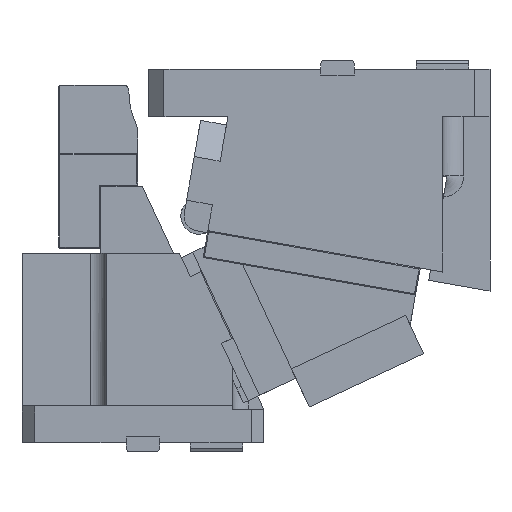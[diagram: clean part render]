
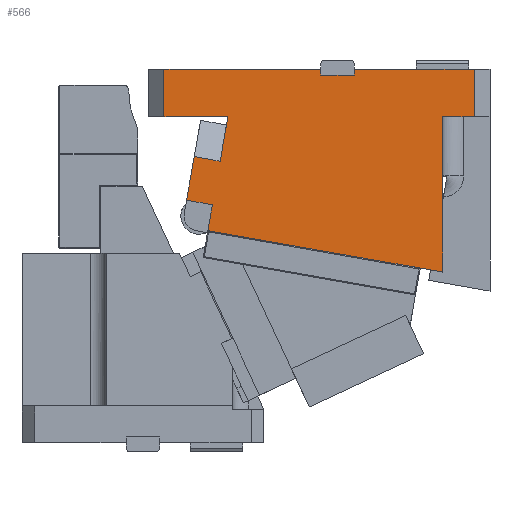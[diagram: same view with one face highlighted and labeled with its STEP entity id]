
A CAD part, front view. The second image highlights one B-rep face of the part: STEP entity #566.
In plain terms, the highlighted planar face has unit normal (0, -1, 0).
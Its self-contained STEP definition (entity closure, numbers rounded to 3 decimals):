
#263=CARTESIAN_POINT('Line Origine',(209.5,-45.,355.)) ;
#267=CARTESIAN_POINT('Vertex',(135.,-45.,355.)) ;
#269=CARTESIAN_POINT('Vertex',(284.,-45.,355.)) ;
#432=CARTESIAN_POINT('Axis2P3D Location',(305.69,-45.,215.153)) ;
#437=CARTESIAN_POINT('Line Origine',(165.425,-45.,310.)) ;
#441=CARTESIAN_POINT('Vertex',(135.,-45.,310.)) ;
#443=CARTESIAN_POINT('Vertex',(195.849,-45.,310.)) ;
#446=CARTESIAN_POINT('Line Origine',(192.116,-45.,288.825)) ;
#450=CARTESIAN_POINT('Vertex',(188.383,-45.,267.651)) ;
#453=CARTESIAN_POINT('Line Origine',(176.073,-45.,269.821)) ;
#457=CARTESIAN_POINT('Vertex',(163.763,-45.,271.992)) ;
#460=CARTESIAN_POINT('Line Origine',(160.111,-45.,251.28)) ;
#464=CARTESIAN_POINT('Vertex',(156.459,-45.,230.568)) ;
#467=CARTESIAN_POINT('Line Origine',(168.768,-45.,228.397)) ;
#471=CARTESIAN_POINT('Vertex',(181.078,-45.,226.227)) ;
#474=CARTESIAN_POINT('Line Origine',(178.907,-45.,213.917)) ;
#478=CARTESIAN_POINT('Vertex',(176.737,-45.,201.607)) ;
#481=CARTESIAN_POINT('Line Origine',(275.218,-45.,184.243)) ;
#485=CARTESIAN_POINT('Vertex',(373.698,-45.,166.878)) ;
#488=CARTESIAN_POINT('Line Origine',(386.849,-45.,164.559)) ;
#492=CARTESIAN_POINT('Vertex',(400.,-45.,162.24)) ;
#495=CARTESIAN_POINT('Line Origine',(400.,-45.,236.12)) ;
#499=CARTESIAN_POINT('Vertex',(400.,-45.,310.)) ;
#502=CARTESIAN_POINT('Line Origine',(415.,-45.,310.)) ;
#506=CARTESIAN_POINT('Vertex',(430.,-45.,310.)) ;
#509=CARTESIAN_POINT('Line Origine',(430.,-45.,332.5)) ;
#513=CARTESIAN_POINT('Vertex',(430.,-45.,355.)) ;
#516=CARTESIAN_POINT('Line Origine',(373.,-45.,355.)) ;
#520=CARTESIAN_POINT('Vertex',(316.,-45.,355.)) ;
#523=CARTESIAN_POINT('Line Origine',(316.,-45.,352.25)) ;
#527=CARTESIAN_POINT('Vertex',(316.,-45.,349.5)) ;
#530=CARTESIAN_POINT('Line Origine',(300.,-45.,349.5)) ;
#534=CARTESIAN_POINT('Vertex',(284.,-45.,349.5)) ;
#537=CARTESIAN_POINT('Line Origine',(284.,-45.,352.25)) ;
#542=CARTESIAN_POINT('Line Origine',(135.,-45.,332.5)) ;
#264=DIRECTION('Vector Direction',(1.,0.,0.)) ;
#433=DIRECTION('Axis2P3D Direction',(0.,-1.,0.)) ;
#434=DIRECTION('Axis2P3D XDirection',(1.,0.,0.)) ;
#438=DIRECTION('Vector Direction',(1.,0.,0.)) ;
#447=DIRECTION('Vector Direction',(-0.174,0.,-0.985)) ;
#454=DIRECTION('Vector Direction',(-0.985,0.,0.174)) ;
#461=DIRECTION('Vector Direction',(0.174,0.,0.985)) ;
#468=DIRECTION('Vector Direction',(-0.985,0.,0.174)) ;
#475=DIRECTION('Vector Direction',(-0.174,0.,-0.985)) ;
#482=DIRECTION('Vector Direction',(0.985,0.,-0.174)) ;
#489=DIRECTION('Vector Direction',(-0.985,0.,0.174)) ;
#496=DIRECTION('Vector Direction',(0.,0.,-1.)) ;
#503=DIRECTION('Vector Direction',(-1.,0.,0.)) ;
#510=DIRECTION('Vector Direction',(0.,0.,1.)) ;
#517=DIRECTION('Vector Direction',(1.,0.,0.)) ;
#524=DIRECTION('Vector Direction',(0.,0.,1.)) ;
#531=DIRECTION('Vector Direction',(-1.,0.,0.)) ;
#538=DIRECTION('Vector Direction',(0.,0.,-1.)) ;
#543=DIRECTION('Vector Direction',(0.,0.,-1.)) ;
#435=AXIS2_PLACEMENT_3D('Plane Axis2P3D',#432,#433,#434) ;
#548=ORIENTED_EDGE('',*,*,#445,.T.) ;
#549=ORIENTED_EDGE('',*,*,#452,.T.) ;
#550=ORIENTED_EDGE('',*,*,#459,.T.) ;
#551=ORIENTED_EDGE('',*,*,#466,.F.) ;
#552=ORIENTED_EDGE('',*,*,#473,.F.) ;
#553=ORIENTED_EDGE('',*,*,#480,.T.) ;
#554=ORIENTED_EDGE('',*,*,#487,.T.) ;
#555=ORIENTED_EDGE('',*,*,#494,.F.) ;
#556=ORIENTED_EDGE('',*,*,#501,.F.) ;
#557=ORIENTED_EDGE('',*,*,#508,.F.) ;
#558=ORIENTED_EDGE('',*,*,#515,.F.) ;
#559=ORIENTED_EDGE('',*,*,#522,.F.) ;
#560=ORIENTED_EDGE('',*,*,#529,.F.) ;
#561=ORIENTED_EDGE('',*,*,#536,.T.) ;
#562=ORIENTED_EDGE('',*,*,#541,.F.) ;
#563=ORIENTED_EDGE('',*,*,#271,.F.) ;
#564=ORIENTED_EDGE('',*,*,#546,.T.) ;
#265=VECTOR('Line Direction',#264,1.) ;
#439=VECTOR('Line Direction',#438,1.) ;
#448=VECTOR('Line Direction',#447,1.) ;
#455=VECTOR('Line Direction',#454,1.) ;
#462=VECTOR('Line Direction',#461,1.) ;
#469=VECTOR('Line Direction',#468,1.) ;
#476=VECTOR('Line Direction',#475,1.) ;
#483=VECTOR('Line Direction',#482,1.) ;
#490=VECTOR('Line Direction',#489,1.) ;
#497=VECTOR('Line Direction',#496,1.) ;
#504=VECTOR('Line Direction',#503,1.) ;
#511=VECTOR('Line Direction',#510,1.) ;
#518=VECTOR('Line Direction',#517,1.) ;
#525=VECTOR('Line Direction',#524,1.) ;
#532=VECTOR('Line Direction',#531,1.) ;
#539=VECTOR('Line Direction',#538,1.) ;
#544=VECTOR('Line Direction',#543,1.) ;
#566=ADVANCED_FACE('CAM HOLDER',(#565),#436,.T.) ;
#271=EDGE_CURVE('',#268,#270,#266,.T.) ;
#445=EDGE_CURVE('',#442,#444,#440,.T.) ;
#452=EDGE_CURVE('',#444,#451,#449,.T.) ;
#459=EDGE_CURVE('',#451,#458,#456,.T.) ;
#466=EDGE_CURVE('',#465,#458,#463,.T.) ;
#473=EDGE_CURVE('',#472,#465,#470,.T.) ;
#480=EDGE_CURVE('',#472,#479,#477,.T.) ;
#487=EDGE_CURVE('',#479,#486,#484,.T.) ;
#494=EDGE_CURVE('',#493,#486,#491,.T.) ;
#501=EDGE_CURVE('',#500,#493,#498,.T.) ;
#508=EDGE_CURVE('',#507,#500,#505,.T.) ;
#515=EDGE_CURVE('',#514,#507,#512,.F.) ;
#522=EDGE_CURVE('',#521,#514,#519,.T.) ;
#529=EDGE_CURVE('',#528,#521,#526,.T.) ;
#536=EDGE_CURVE('',#528,#535,#533,.T.) ;
#541=EDGE_CURVE('',#270,#535,#540,.T.) ;
#546=EDGE_CURVE('',#268,#442,#545,.T.) ;
#547=EDGE_LOOP('',(#548,#549,#550,#551,#552,#553,#554,#555,#556,#557,#558,#559,#560,#561,#562,#563,#564)) ;
#565=FACE_OUTER_BOUND('',#547,.T.) ;
#266=LINE('Line',#263,#265) ;
#440=LINE('Line',#437,#439) ;
#449=LINE('Line',#446,#448) ;
#456=LINE('Line',#453,#455) ;
#463=LINE('Line',#460,#462) ;
#470=LINE('Line',#467,#469) ;
#477=LINE('Line',#474,#476) ;
#484=LINE('Line',#481,#483) ;
#491=LINE('Line',#488,#490) ;
#498=LINE('Line',#495,#497) ;
#505=LINE('Line',#502,#504) ;
#512=LINE('Line',#509,#511) ;
#519=LINE('Line',#516,#518) ;
#526=LINE('Line',#523,#525) ;
#533=LINE('Line',#530,#532) ;
#540=LINE('Line',#537,#539) ;
#545=LINE('Line',#542,#544) ;
#436=PLANE('Plane',#435) ;
#268=VERTEX_POINT('',#267) ;
#270=VERTEX_POINT('',#269) ;
#442=VERTEX_POINT('',#441) ;
#444=VERTEX_POINT('',#443) ;
#451=VERTEX_POINT('',#450) ;
#458=VERTEX_POINT('',#457) ;
#465=VERTEX_POINT('',#464) ;
#472=VERTEX_POINT('',#471) ;
#479=VERTEX_POINT('',#478) ;
#486=VERTEX_POINT('',#485) ;
#493=VERTEX_POINT('',#492) ;
#500=VERTEX_POINT('',#499) ;
#507=VERTEX_POINT('',#506) ;
#514=VERTEX_POINT('',#513) ;
#521=VERTEX_POINT('',#520) ;
#528=VERTEX_POINT('',#527) ;
#535=VERTEX_POINT('',#534) ;
